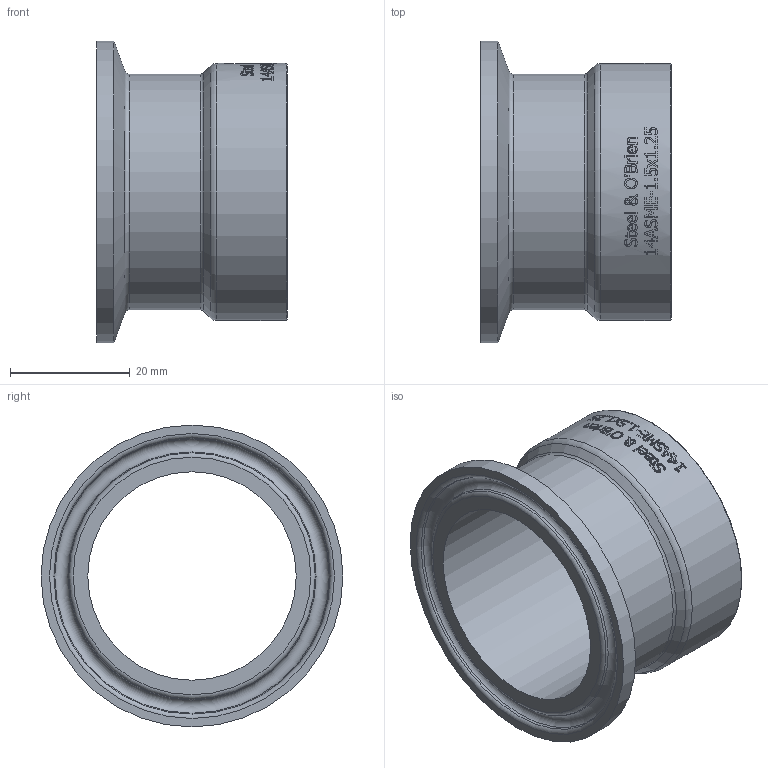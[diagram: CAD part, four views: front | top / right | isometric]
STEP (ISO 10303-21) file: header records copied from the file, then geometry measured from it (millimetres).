
FILE_DESCRIPTION(/* description */ (''),/* implementation_level */ '2;1');
FILE_NAME(/* name */ '14ASME-1.5X1.25.stp',/* time_stamp */ '2021-09-22T08:09:37-04:00',/* author */ ('rick'),/* organization */ (''),/* preprocessor_version */ 'ST-DEVELOPER v18',/* originating_system */ 'Autodesk Inventor 2020',/* authorisation */ '');
FILE_SCHEMA (('AUTOMOTIVE_DESIGN { 1 0 10303 214 3 1 1 }'));
Length unit declared in the file: inch
Products named in the file (1): 14ASME-1.5X1.25
Bounding box: 31.75 x 50.39 x 50.39 mm (x, y, z)
Volume: 13999.3 mm3; surface area: 10046.5 mm2
Topology: 1 solids, 1 shells, 441 faces, 1215 edges, 816 vertices
Faces by surface type: plane 211, bspline 175, cylinder 43, torus 8, cone 4
Full cylindrical faces by diameter (mm): 34.798 x1, 39.37 x1, 42.926 x1, 50.394 x1
Entity records: 17926 total; most frequent: CARTESIAN_POINT 7482, ORIENTED_EDGE 2430, DIRECTION 1703, EDGE_CURVE 1215, VERTEX_POINT 816, AXIS2_PLACEMENT_3D 571, LINE 561, VECTOR 561
